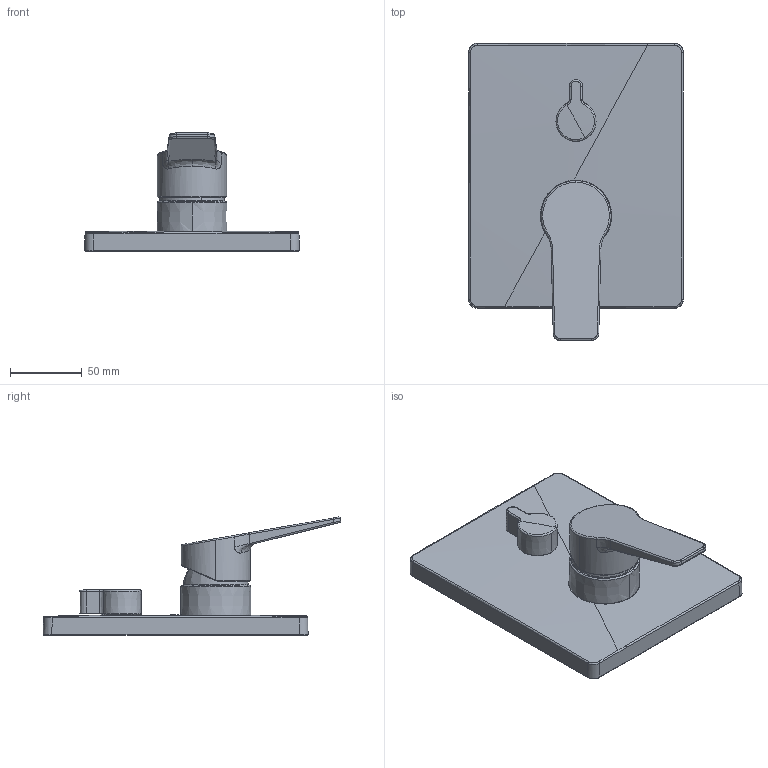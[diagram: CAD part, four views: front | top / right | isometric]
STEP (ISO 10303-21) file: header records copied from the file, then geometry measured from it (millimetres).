
FILE_DESCRIPTION (( 'STEP AP203' ), '1' );
FILE_NAME ('89849083.STEP', '2022-04-21T09:16:00', ( '' ), ( '' ), 'SwSTEP 2.0', 'SolidWorks 2016', '' );
FILE_SCHEMA (( 'CONFIG_CONTROL_DESIGN' ));
Length unit declared in the file: millimetre
Products named in the file (1): 89849083
Bounding box: 149.97 x 207.82 x 82.45 mm (x, y, z)
Volume: 497652.5 mm3; surface area: 81603.8 mm2
Topology: 1 solids, 2 shells, 132 faces, 321 edges, 198 vertices
Faces by surface type: bspline 50, cylinder 35, plane 24, torus 13, cone 6, sphere 4
Entity records: 8986 total; most frequent: CARTESIAN_POINT 6335, ORIENTED_EDGE 642, DIRECTION 352, EDGE_CURVE 321, VERTEX_POINT 198, B_SPLINE_CURVE_WITH_KNOTS 179, AXIS2_PLACEMENT_3D 141, EDGE_LOOP 139
